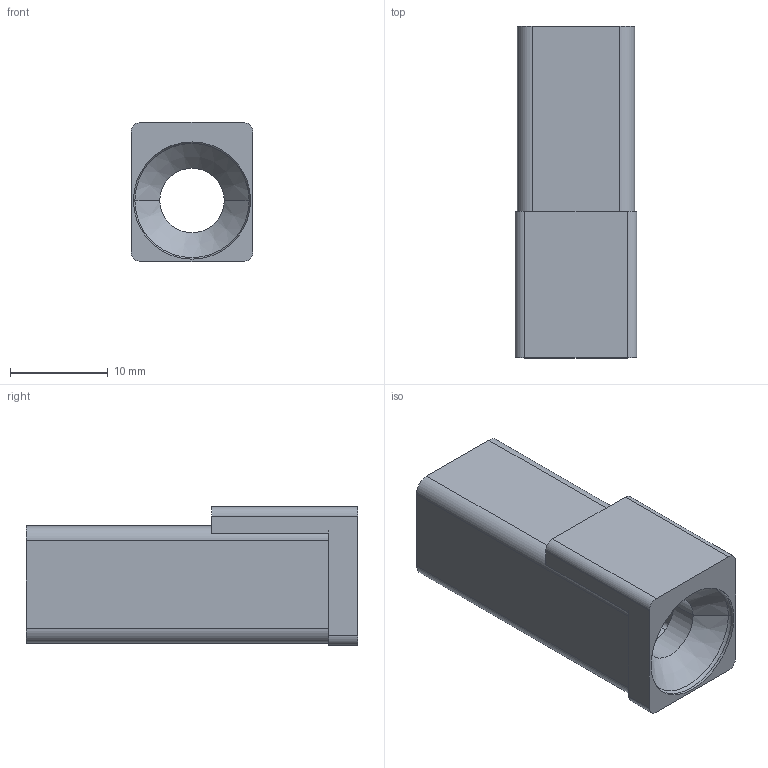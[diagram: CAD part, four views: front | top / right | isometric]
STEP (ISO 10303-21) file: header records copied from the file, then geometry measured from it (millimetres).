
FILE_DESCRIPTION (( 'STEP AP203' ), '1' );
FILE_NAME ('A_1002-000.STEP', '2022-03-16T08:00:39', ( '' ), ( '' ), 'SwSTEP 2.0', 'SolidWorks 2019', '' );
FILE_SCHEMA (( 'CONFIG_CONTROL_DESIGN' ));
Length unit declared in the file: millimetre
Products named in the file (3): JP12-000_Default<Jako obrobenì>; A_1002-000; Part41
Assembly tree (2 placements, depth 2):
  A_1002-000
    JP12-000_Default<Jako obrobenì>
    Part41
Bounding box: 12.5 x 34 x 14.25 mm (x, y, z)
Volume: 2079.8 mm3; surface area: 3725.1 mm2
Topology: 2 solids, 2 shells, 57 faces, 142 edges, 90 vertices
Faces by surface type: plane 35, cylinder 18, torus 2, cone 2
Entity records: 1997 total; most frequent: DIRECTION 306, CARTESIAN_POINT 294, ORIENTED_EDGE 284, EDGE_CURVE 142, VECTOR 102, AXIS2_PLACEMENT_3D 102, LINE 102, VERTEX_POINT 90
